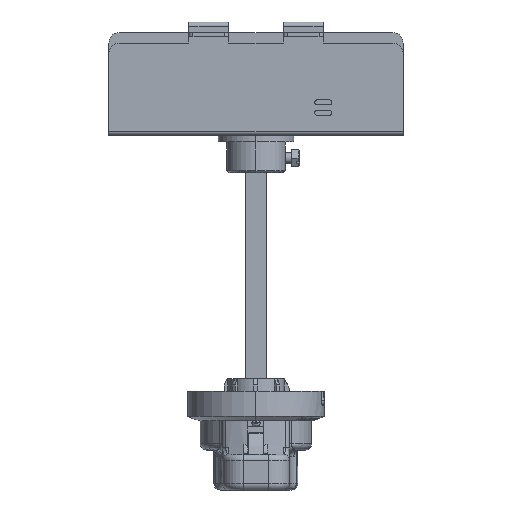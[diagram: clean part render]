
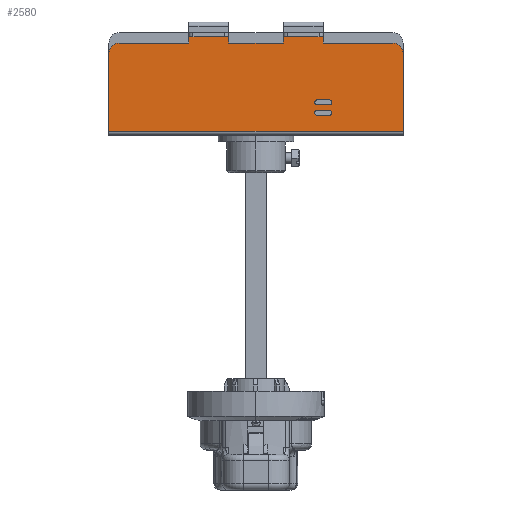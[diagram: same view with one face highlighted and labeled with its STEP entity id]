
A CAD part, left-side view. The second image highlights one B-rep face of the part: STEP entity #2580.
In plain terms, the highlighted planar face has unit normal (-1, 0, 0).
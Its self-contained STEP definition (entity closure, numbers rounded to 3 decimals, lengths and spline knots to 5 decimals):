
#278=DIRECTION('',(0.,0.,1.));
#279=VECTOR('',#278,0.003);
#280=CARTESIAN_POINT('',(-0.08178,0.03493,0.25975));
#281=LINE('',#280,#279);
#299=CARTESIAN_POINT('',(-0.08178,-0.02632,0.2315));
#300=DIRECTION('',(1.,0.,0.));
#301=DIRECTION('',(0.,0.,-1.));
#302=AXIS2_PLACEMENT_3D('',#299,#300,#301);
#304=CARTESIAN_POINT('',(-0.08178,-0.03182,0.2315));
#305=DIRECTION('',(1.,0.,0.));
#306=DIRECTION('',(0.,0.,1.));
#307=AXIS2_PLACEMENT_3D('',#304,#305,#306);
#309=CARTESIAN_POINT('',(-0.08178,-0.02632,0.2265));
#310=DIRECTION('',(1.,0.,0.));
#311=DIRECTION('',(0.,0.,-1.));
#312=AXIS2_PLACEMENT_3D('',#309,#310,#311);
#314=CARTESIAN_POINT('',(-0.08178,-0.03182,0.2265));
#315=DIRECTION('',(1.,0.,0.));
#316=DIRECTION('',(0.,0.,1.));
#317=AXIS2_PLACEMENT_3D('',#314,#315,#316);
#319=CARTESIAN_POINT('',(-0.08178,0.06793,0.25475));
#320=DIRECTION('',(-1.,0.,0.));
#321=DIRECTION('',(0.,0.,1.));
#322=AXIS2_PLACEMENT_3D('',#319,#320,#321);
#324=DIRECTION('',(0.,1.,0.));
#325=VECTOR('',#324,0.019);
#326=CARTESIAN_POINT('',(-0.08178,0.01593,0.26275));
#327=LINE('',#326,#325);
#328=DIRECTION('',(0.,0.,1.));
#329=VECTOR('',#328,0.003);
#330=CARTESIAN_POINT('',(-0.08178,0.01593,0.25975));
#331=LINE('',#330,#329);
#332=CARTESIAN_POINT('',(-0.08178,-0.06207,0.25475));
#333=DIRECTION('',(-1.,0.,0.));
#334=DIRECTION('',(0.,-1.,0.));
#335=AXIS2_PLACEMENT_3D('',#332,#333,#334);
#337=DIRECTION('',(0.,1.,0.));
#338=VECTOR('',#337,0.0055);
#339=CARTESIAN_POINT('',(-0.08178,-0.03182,0.23275));
#340=LINE('',#339,#338);
#353=DIRECTION('',(0.,-1.,0.));
#354=VECTOR('',#353,0.0055);
#355=CARTESIAN_POINT('',(-0.08178,-0.02632,0.23025));
#356=LINE('',#355,#354);
#423=DIRECTION('',(0.,-1.,0.));
#424=VECTOR('',#423,0.0055);
#425=CARTESIAN_POINT('',(-0.08178,-0.02632,0.22525));
#426=LINE('',#425,#424);
#439=DIRECTION('',(0.,1.,0.));
#440=VECTOR('',#439,0.0055);
#441=CARTESIAN_POINT('',(-0.08178,-0.03182,0.22775));
#442=LINE('',#441,#440);
#455=DIRECTION('',(0.,-1.,0.));
#456=VECTOR('',#455,0.033);
#457=CARTESIAN_POINT('',(-0.08178,0.06793,0.25975));
#458=LINE('',#457,#456);
#475=DIRECTION('',(0.,0.,1.));
#476=VECTOR('',#475,0.037);
#477=CARTESIAN_POINT('',(-0.08178,0.07293,0.21775));
#478=LINE('',#477,#476);
#493=DIRECTION('',(0.,1.,0.));
#494=VECTOR('',#493,0.14);
#495=CARTESIAN_POINT('',(-0.08178,-0.06707,0.21775));
#496=LINE('',#495,#494);
#497=DIRECTION('',(0.,0.,-1.));
#498=VECTOR('',#497,0.037);
#499=CARTESIAN_POINT('',(-0.08178,-0.06707,0.25475));
#500=LINE('',#499,#498);
#527=DIRECTION('',(0.,-1.,0.));
#528=VECTOR('',#527,0.033);
#529=CARTESIAN_POINT('',(-0.08178,-0.02907,0.25975));
#530=LINE('',#529,#528);
#540=DIRECTION('',(0.,0.,-1.));
#541=VECTOR('',#540,0.003);
#542=CARTESIAN_POINT('',(-0.08178,-0.02907,0.26275));
#543=LINE('',#542,#541);
#573=DIRECTION('',(0.,-1.,0.));
#574=VECTOR('',#573,0.019);
#575=CARTESIAN_POINT('',(-0.08178,-0.01007,0.26275));
#576=LINE('',#575,#574);
#680=DIRECTION('',(0.,0.,1.));
#681=VECTOR('',#680,0.003);
#682=CARTESIAN_POINT('',(-0.08178,-0.01007,0.25975));
#683=LINE('',#682,#681);
#689=DIRECTION('',(0.,-1.,0.));
#690=VECTOR('',#689,0.026);
#691=CARTESIAN_POINT('',(-0.08178,0.01593,0.25975));
#692=LINE('',#691,#690);
#1751=CARTESIAN_POINT('',(-0.08178,0.01593,0.25975));
#1752=VERTEX_POINT('',#1751);
#1753=CARTESIAN_POINT('',(-0.08178,0.01593,0.26275));
#1754=VERTEX_POINT('',#1753);
#1773=CARTESIAN_POINT('',(-0.08178,0.03493,0.26275));
#1774=VERTEX_POINT('',#1773);
#1787=CARTESIAN_POINT('',(-0.08178,0.06793,0.25975));
#1788=CARTESIAN_POINT('',(-0.08178,0.07293,0.25475));
#1789=VERTEX_POINT('',#1787);
#1790=VERTEX_POINT('',#1788);
#1791=CARTESIAN_POINT('',(-0.08178,0.03493,0.25975));
#1792=VERTEX_POINT('',#1791);
#1793=CARTESIAN_POINT('',(-0.08178,-0.01007,0.25975));
#1794=VERTEX_POINT('',#1793);
#1795=CARTESIAN_POINT('',(-0.08178,-0.01007,0.26275));
#1796=VERTEX_POINT('',#1795);
#1797=CARTESIAN_POINT('',(-0.08178,-0.02907,0.26275));
#1798=VERTEX_POINT('',#1797);
#1799=CARTESIAN_POINT('',(-0.08178,-0.02907,0.25975));
#1800=VERTEX_POINT('',#1799);
#1801=CARTESIAN_POINT('',(-0.08178,-0.06207,0.25975));
#1802=VERTEX_POINT('',#1801);
#1803=CARTESIAN_POINT('',(-0.08178,-0.06707,0.25475));
#1804=VERTEX_POINT('',#1803);
#1805=CARTESIAN_POINT('',(-0.08178,-0.06707,0.21775));
#1806=VERTEX_POINT('',#1805);
#1807=CARTESIAN_POINT('',(-0.08178,0.07293,0.21775));
#1808=VERTEX_POINT('',#1807);
#1809=CARTESIAN_POINT('',(-0.08178,-0.02632,0.22525));
#1810=CARTESIAN_POINT('',(-0.08178,-0.02632,0.22775));
#1811=VERTEX_POINT('',#1809);
#1812=VERTEX_POINT('',#1810);
#1813=CARTESIAN_POINT('',(-0.08178,-0.03182,0.22525));
#1814=VERTEX_POINT('',#1813);
#1815=CARTESIAN_POINT('',(-0.08178,-0.03182,0.22775));
#1816=VERTEX_POINT('',#1815);
#1817=CARTESIAN_POINT('',(-0.08178,-0.02632,0.23025));
#1818=CARTESIAN_POINT('',(-0.08178,-0.02632,0.23275));
#1819=VERTEX_POINT('',#1817);
#1820=VERTEX_POINT('',#1818);
#1821=CARTESIAN_POINT('',(-0.08178,-0.03182,0.23025));
#1822=VERTEX_POINT('',#1821);
#1823=CARTESIAN_POINT('',(-0.08178,-0.03182,0.23275));
#1824=VERTEX_POINT('',#1823);
#2528=CARTESIAN_POINT('',(-0.08178,0.07293,0.26275));
#2529=DIRECTION('',(1.,0.,0.));
#2530=DIRECTION('',(0.,0.,-1.));
#2531=AXIS2_PLACEMENT_3D('',#2528,#2529,#2530);
#2532=PLANE('',#2531);
#2534=ORIENTED_EDGE('',*,*,#2533,.T.);
#2536=ORIENTED_EDGE('',*,*,#2535,.F.);
#2538=ORIENTED_EDGE('',*,*,#2537,.T.);
#2539=ORIENTED_EDGE('',*,*,#2492,.T.);
#2540=ORIENTED_EDGE('',*,*,#2327,.F.);
#2541=ORIENTED_EDGE('',*,*,#2450,.F.);
#2543=ORIENTED_EDGE('',*,*,#2542,.T.);
#2545=ORIENTED_EDGE('',*,*,#2544,.T.);
#2547=ORIENTED_EDGE('',*,*,#2546,.T.);
#2549=ORIENTED_EDGE('',*,*,#2548,.T.);
#2551=ORIENTED_EDGE('',*,*,#2550,.T.);
#2553=ORIENTED_EDGE('',*,*,#2552,.F.);
#2555=ORIENTED_EDGE('',*,*,#2554,.T.);
#2557=ORIENTED_EDGE('',*,*,#2556,.T.);
#2558=EDGE_LOOP('',(#2534,#2536,#2538,#2539,#2540,#2541,#2543,#2545,#2547,#2549,
#2551,#2553,#2555,#2557));
#2559=FACE_OUTER_BOUND('',#2558,.F.);
#2561=ORIENTED_EDGE('',*,*,#2560,.T.);
#2563=ORIENTED_EDGE('',*,*,#2562,.F.);
#2565=ORIENTED_EDGE('',*,*,#2564,.T.);
#2567=ORIENTED_EDGE('',*,*,#2566,.F.);
#2568=EDGE_LOOP('',(#2561,#2563,#2565,#2567));
#2569=FACE_BOUND('',#2568,.F.);
#2571=ORIENTED_EDGE('',*,*,#2570,.T.);
#2573=ORIENTED_EDGE('',*,*,#2572,.F.);
#2575=ORIENTED_EDGE('',*,*,#2574,.T.);
#2577=ORIENTED_EDGE('',*,*,#2576,.F.);
#2578=EDGE_LOOP('',(#2571,#2573,#2575,#2577));
#2579=FACE_BOUND('',#2578,.F.);
#2580=ADVANCED_FACE('',(#2559,#2569,#2579),#2532,.F.);
#303=CIRCLE('',#302,0.00125);
#308=CIRCLE('',#307,0.00125);
#313=CIRCLE('',#312,0.00125);
#318=CIRCLE('',#317,0.00125);
#323=CIRCLE('',#322,0.005);
#336=CIRCLE('',#335,0.005);
#2327=EDGE_CURVE('',#1754,#1774,#327,.T.);
#2450=EDGE_CURVE('',#1752,#1754,#331,.T.);
#2492=EDGE_CURVE('',#1792,#1774,#281,.T.);
#2533=EDGE_CURVE('',#1808,#1790,#478,.T.);
#2535=EDGE_CURVE('',#1789,#1790,#323,.T.);
#2537=EDGE_CURVE('',#1789,#1792,#458,.T.);
#2542=EDGE_CURVE('',#1752,#1794,#692,.T.);
#2544=EDGE_CURVE('',#1794,#1796,#683,.T.);
#2546=EDGE_CURVE('',#1796,#1798,#576,.T.);
#2548=EDGE_CURVE('',#1798,#1800,#543,.T.);
#2550=EDGE_CURVE('',#1800,#1802,#530,.T.);
#2552=EDGE_CURVE('',#1804,#1802,#336,.T.);
#2554=EDGE_CURVE('',#1804,#1806,#500,.T.);
#2556=EDGE_CURVE('',#1806,#1808,#496,.T.);
#2560=EDGE_CURVE('',#1816,#1812,#442,.T.);
#2562=EDGE_CURVE('',#1811,#1812,#313,.T.);
#2564=EDGE_CURVE('',#1811,#1814,#426,.T.);
#2566=EDGE_CURVE('',#1816,#1814,#318,.T.);
#2570=EDGE_CURVE('',#1824,#1820,#340,.T.);
#2572=EDGE_CURVE('',#1819,#1820,#303,.T.);
#2574=EDGE_CURVE('',#1819,#1822,#356,.T.);
#2576=EDGE_CURVE('',#1824,#1822,#308,.T.);
